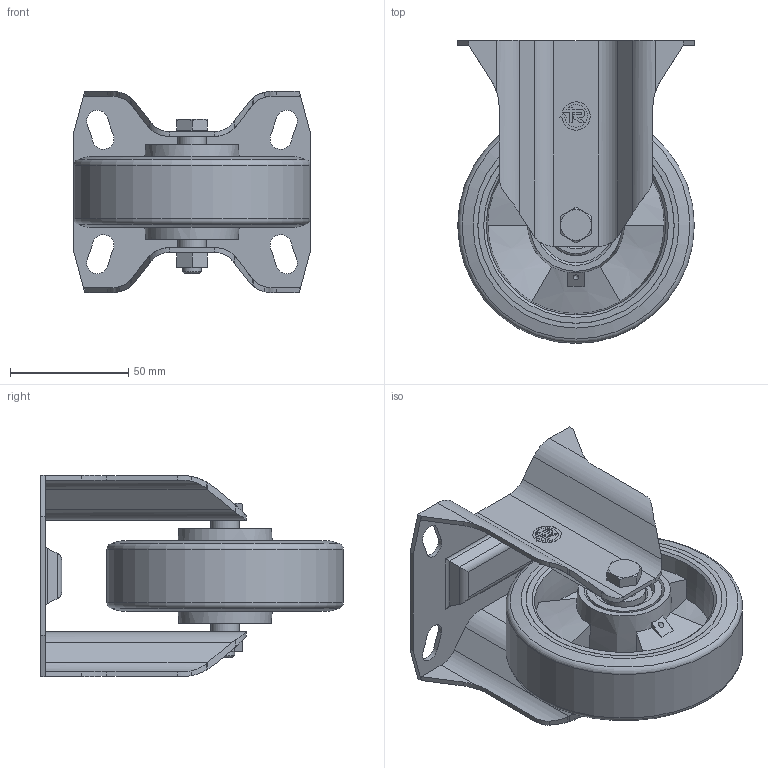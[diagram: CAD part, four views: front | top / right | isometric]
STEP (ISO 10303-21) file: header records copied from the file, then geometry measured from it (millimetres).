
FILE_DESCRIPTION( ( 'STEP AP214' ), ' ' );
FILE_NAME( 'SF_NL_658202.stp', '2018-04-04T08:50:12', ( '' ), ( '' ), ' ', 'PARTsolutions', ' ' );
FILE_SCHEMA( ( 'AUTOMOTIVE_DESIGN { 1 0 10303 214 1 1 1 1 }' ) );
Length unit declared in the file: millimetre
Products named in the file (8): SF/NL 658202; _SF/NL (100-100x85-30128)-b; _654102; _Shaft 100-M8-30-12450; _Serie 65 AL HUB - 100-12; _Serie 65 AL S - 100-12; _Nut M8(100-30-12-45GREY); _Bolt M8(12-100-30-60GREY)
Assembly tree (8 placements, depth 2):
  SF/NL 658202
    _SF/NL (100-100x85-30128)-b
    _654102
    _Shaft 100-M8-30-12450
    _Serie 65 AL HUB - 100-12  x2
    _Serie 65 AL S - 100-12
    _Nut M8(100-30-12-45GREY)
    _Bolt M8(12-100-30-60GREY)
Bounding box: 100 x 128 x 85 mm (x, y, z)
Volume: 191257.3 mm3; surface area: 95840.4 mm2
Topology: 8 solids, 8 shells, 361 faces, 892 edges, 568 vertices
Faces by surface type: plane 196, cylinder 104, cone 46, torus 12, bspline 3
Full cylindrical faces by diameter (mm): 6.647 x1, 8 x4, 11.47 x1, 12 x3, 13 x1, 16 x1, 18 x4, 20.08 x4, 23.94 x4, 25.86 x4, 32 x4, 82.95 x2, 83 x2, 100 x1
Entity records: 13299 total; most frequent: CARTESIAN_POINT 2529, DIRECTION 1609, ORIENTED_EDGE 1606, EDGE_CURVE 803, AXIS2_PLACEMENT_3D 589, VERTEX_POINT 541, LINE 431, VECTOR 431
